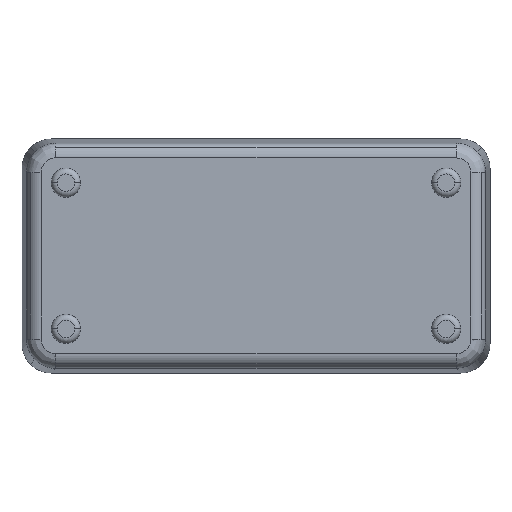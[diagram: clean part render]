
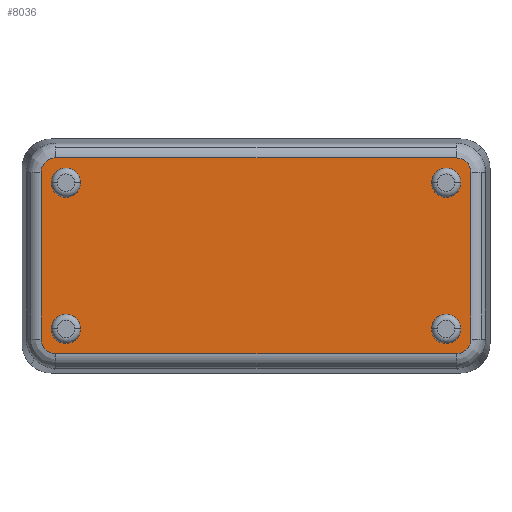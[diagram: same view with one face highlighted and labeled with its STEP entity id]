
A CAD part, top view. The second image highlights one B-rep face of the part: STEP entity #8036.
In plain terms, the highlighted planar face has unit normal (0, 0, 1).
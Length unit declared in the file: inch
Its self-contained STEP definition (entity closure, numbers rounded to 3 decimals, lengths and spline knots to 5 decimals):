
#110=CARTESIAN_POINT('',(1.83668,0.7118,0.5));
#111=VERTEX_POINT('',#110);
#119=CARTESIAN_POINT('',(1.83668,-0.7118,0.5));
#120=VERTEX_POINT('',#119);
#121=CARTESIAN_POINT('',(1.83668,0.7118,0.5));
#122=DIRECTION('',(0.0,-1.0,0.0));
#123=VECTOR('',#122,1.42359);
#124=LINE('',#121,#123);
#125=EDGE_CURVE('',#111,#120,#124,.T.);
#152=CARTESIAN_POINT('',(-1.7118,0.83668,0.5));
#153=VERTEX_POINT('',#152);
#161=CARTESIAN_POINT('',(1.7118,0.83668,0.5));
#162=VERTEX_POINT('',#161);
#163=CARTESIAN_POINT('',(-1.7118,0.83668,0.5));
#164=DIRECTION('',(1.0,0.0,0.0));
#165=VECTOR('',#164,3.42359);
#166=LINE('',#163,#165);
#167=EDGE_CURVE('',#153,#162,#166,.T.);
#194=CARTESIAN_POINT('',(-1.83668,-0.7118,0.5));
#195=VERTEX_POINT('',#194);
#203=CARTESIAN_POINT('',(-1.83668,0.7118,0.5));
#204=VERTEX_POINT('',#203);
#205=CARTESIAN_POINT('',(-1.83668,-0.7118,0.5));
#206=DIRECTION('',(0.0,1.0,0.0));
#207=VECTOR('',#206,1.42359);
#208=LINE('',#205,#207);
#209=EDGE_CURVE('',#195,#204,#208,.T.);
#278=CARTESIAN_POINT('',(1.7118,-0.83668,0.5));
#279=VERTEX_POINT('',#278);
#287=CARTESIAN_POINT('',(-1.7118,-0.83668,0.5));
#288=VERTEX_POINT('',#287);
#289=CARTESIAN_POINT('',(1.7118,-0.83668,0.5));
#290=DIRECTION('',(-1.0,0.0,0.0));
#291=VECTOR('',#290,3.42359);
#292=LINE('',#289,#291);
#293=EDGE_CURVE('',#279,#288,#292,.T.);
#858=CARTESIAN_POINT('',(1.5,0.625,0.5));
#859=VERTEX_POINT('',#858);
#876=CARTESIAN_POINT('',(1.75,0.625,0.5));
#877=VERTEX_POINT('',#876);
#885=CARTESIAN_POINT('',(1.625,0.625,0.5));
#886=DIRECTION('',(0.0,0.0,-1.0));
#887=DIRECTION('',(-1.0,0.0,0.0));
#888=AXIS2_PLACEMENT_3D('',#885,#886,#887);
#889=CIRCLE('',#888,0.125);
#890=EDGE_CURVE('',#859,#877,#889,.T.);
#1320=CARTESIAN_POINT('',(-1.5,0.625,0.5));
#1321=VERTEX_POINT('',#1320);
#1331=CARTESIAN_POINT('',(-1.75,0.625,0.5));
#1332=VERTEX_POINT('',#1331);
#1333=CARTESIAN_POINT('',(-1.625,0.625,0.5));
#1334=DIRECTION('',(0.0,0.0,-1.0));
#1335=DIRECTION('',(1.0,0.0,0.0));
#1336=AXIS2_PLACEMENT_3D('',#1333,#1334,#1335);
#1337=CIRCLE('',#1336,0.125);
#1338=EDGE_CURVE('',#1332,#1321,#1337,.T.);
#1910=CARTESIAN_POINT('',(1.75,-0.625,0.5));
#1911=VERTEX_POINT('',#1910);
#1921=CARTESIAN_POINT('',(1.5,-0.625,0.5));
#1922=VERTEX_POINT('',#1921);
#1923=CARTESIAN_POINT('',(1.625,-0.625,0.5));
#1924=DIRECTION('',(0.0,0.0,-1.0));
#1925=DIRECTION('',(-1.0,0.0,0.0));
#1926=AXIS2_PLACEMENT_3D('',#1923,#1924,#1925);
#1927=CIRCLE('',#1926,0.125);
#1928=EDGE_CURVE('',#1922,#1911,#1927,.T.);
#2376=CARTESIAN_POINT('',(-1.75,-0.625,0.5));
#2377=VERTEX_POINT('',#2376);
#2394=CARTESIAN_POINT('',(-1.5,-0.625,0.5));
#2395=VERTEX_POINT('',#2394);
#2403=CARTESIAN_POINT('',(-1.625,-0.625,0.5));
#2404=DIRECTION('',(0.0,0.0,-1.0));
#2405=DIRECTION('',(1.0,0.0,0.0));
#2406=AXIS2_PLACEMENT_3D('',#2403,#2404,#2405);
#2407=CIRCLE('',#2406,0.125);
#2408=EDGE_CURVE('',#2377,#2395,#2407,.T.);
#4032=CARTESIAN_POINT('',(-1.625,-0.625,0.5));
#4033=DIRECTION('',(0.0,0.0,-1.0));
#4034=DIRECTION('',(1.0,0.0,0.0));
#4035=AXIS2_PLACEMENT_3D('',#4032,#4033,#4034);
#4036=CIRCLE('',#4035,0.125);
#4037=EDGE_CURVE('',#2395,#2377,#4036,.T.);
#4817=CARTESIAN_POINT('',(1.625,-0.625,0.5));
#4818=DIRECTION('',(0.0,0.0,-1.0));
#4819=DIRECTION('',(-1.0,0.0,0.0));
#4820=AXIS2_PLACEMENT_3D('',#4817,#4818,#4819);
#4821=CIRCLE('',#4820,0.125);
#4822=EDGE_CURVE('',#1911,#1922,#4821,.T.);
#5796=CARTESIAN_POINT('',(-1.625,0.625,0.5));
#5797=DIRECTION('',(0.0,0.0,-1.0));
#5798=DIRECTION('',(1.0,0.0,0.0));
#5799=AXIS2_PLACEMENT_3D('',#5796,#5797,#5798);
#5800=CIRCLE('',#5799,0.125);
#5801=EDGE_CURVE('',#1321,#1332,#5800,.T.);
#6625=CARTESIAN_POINT('',(1.625,0.625,0.5));
#6626=DIRECTION('',(0.0,0.0,-1.0));
#6627=DIRECTION('',(-1.0,0.0,0.0));
#6628=AXIS2_PLACEMENT_3D('',#6625,#6626,#6627);
#6629=CIRCLE('',#6628,0.125);
#6630=EDGE_CURVE('',#877,#859,#6629,.T.);
#7531=CARTESIAN_POINT('',(1.71156,-0.71156,0.5));
#7532=DIRECTION('',(0.0,0.0,-1.0));
#7533=DIRECTION('',(0.707,-0.707,0.0));
#7534=AXIS2_PLACEMENT_3D('',#7531,#7532,#7533);
#7535=ELLIPSE('',#7534,0.12524,0.125);
#7536=EDGE_CURVE('',#120,#279,#7535,.T.);
#7643=CARTESIAN_POINT('',(1.71156,0.71156,0.5));
#7644=DIRECTION('',(0.0,0.0,-1.0));
#7645=DIRECTION('',(0.707,0.707,0.0));
#7646=AXIS2_PLACEMENT_3D('',#7643,#7644,#7645);
#7647=ELLIPSE('',#7646,0.12524,0.125);
#7648=EDGE_CURVE('',#162,#111,#7647,.T.);
#7755=CARTESIAN_POINT('',(-1.71156,-0.71156,0.5));
#7756=DIRECTION('',(0.0,0.0,-1.0));
#7757=DIRECTION('',(-0.707,-0.707,0.0));
#7758=AXIS2_PLACEMENT_3D('',#7755,#7756,#7757);
#7759=ELLIPSE('',#7758,0.12524,0.125);
#7760=EDGE_CURVE('',#288,#195,#7759,.T.);
#7884=CARTESIAN_POINT('',(-1.71156,0.71156,0.5));
#7885=DIRECTION('',(0.0,0.0,-1.));
#7886=DIRECTION('',(-0.707,0.707,0.0));
#7887=AXIS2_PLACEMENT_3D('',#7884,#7885,#7886);
#7888=ELLIPSE('',#7887,0.12524,0.125);
#7889=EDGE_CURVE('',#204,#153,#7888,.T.);
#8005=CARTESIAN_POINT('',(0.0,0.0,0.5));
#8006=DIRECTION('',(0.0,0.0,1.0));
#8007=DIRECTION('',(1.0,0.0,0.0));
#8008=AXIS2_PLACEMENT_3D('',#8005,#8006,#8007);
#8009=PLANE('',#8008);
#8010=ORIENTED_EDGE('',*,*,#7889,.F.);
#8011=ORIENTED_EDGE('',*,*,#209,.F.);
#8012=ORIENTED_EDGE('',*,*,#7760,.F.);
#8013=ORIENTED_EDGE('',*,*,#293,.F.);
#8014=ORIENTED_EDGE('',*,*,#7536,.F.);
#8015=ORIENTED_EDGE('',*,*,#125,.F.);
#8016=ORIENTED_EDGE('',*,*,#7648,.F.);
#8017=ORIENTED_EDGE('',*,*,#167,.F.);
#8018=EDGE_LOOP('',(#8010,#8011,#8012,#8013,#8014,#8015,#8016,#8017));
#8019=FACE_OUTER_BOUND('',#8018,.T.);
#8020=ORIENTED_EDGE('',*,*,#2408,.T.);
#8021=ORIENTED_EDGE('',*,*,#4037,.T.);
#8022=EDGE_LOOP('',(#8020,#8021));
#8023=FACE_BOUND('',#8022,.T.);
#8024=ORIENTED_EDGE('',*,*,#4822,.T.);
#8025=ORIENTED_EDGE('',*,*,#1928,.T.);
#8026=EDGE_LOOP('',(#8024,#8025));
#8027=FACE_BOUND('',#8026,.T.);
#8028=ORIENTED_EDGE('',*,*,#1338,.T.);
#8029=ORIENTED_EDGE('',*,*,#5801,.T.);
#8030=EDGE_LOOP('',(#8028,#8029));
#8031=FACE_BOUND('',#8030,.T.);
#8032=ORIENTED_EDGE('',*,*,#6630,.T.);
#8033=ORIENTED_EDGE('',*,*,#890,.T.);
#8034=EDGE_LOOP('',(#8032,#8033));
#8035=FACE_BOUND('',#8034,.T.);
#8036=ADVANCED_FACE('',(#8019,#8023,#8027,#8031,#8035),#8009,.T.);
